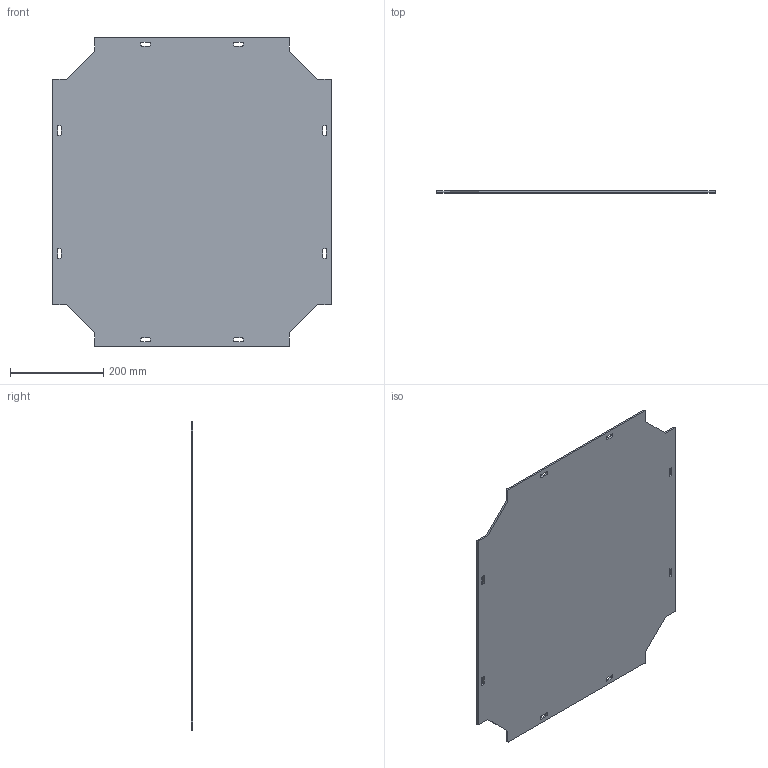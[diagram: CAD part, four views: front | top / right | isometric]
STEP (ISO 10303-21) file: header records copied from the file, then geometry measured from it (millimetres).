
FILE_DESCRIPTION((''),'2;1');
FILE_NAME('TOP-PANEL-MAGNETIC','2022-09-01T16:25:10',('dinus'),(''),'CREO PARAMETRIC BY PTC INC, 2021164','CREO PARAMETRIC BY PTC INC, 2021164','');
FILE_SCHEMA(('CONFIG_CONTROL_DESIGN'));
Length unit declared in the file: millimetre
Products named in the file (1): TOP-PANEL-MAGNETIC
Bounding box: 599 x 4 x 664 mm (x, y, z)
Volume: 1485260.3 mm3; surface area: 753855.7 mm2
Topology: 1 solids, 1 shells, 90 faces, 264 edges, 176 vertices
Faces by surface type: plane 50, cylinder 40
Entity records: 3078 total; most frequent: CARTESIAN_POINT 530, ORIENTED_EDGE 528, DIRECTION 524, EDGE_CURVE 264, VECTOR 184, LINE 184, VERTEX_POINT 176, AXIS2_PLACEMENT_3D 170
